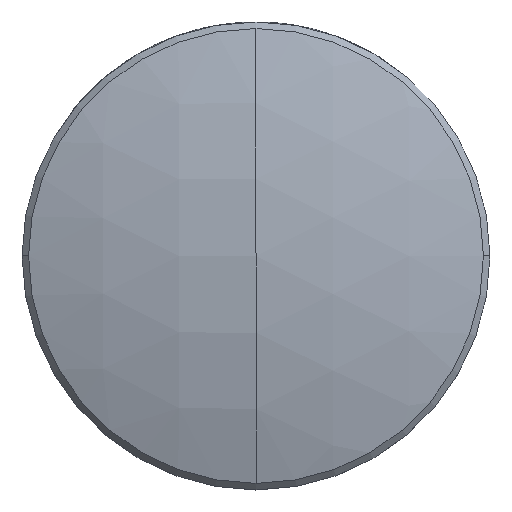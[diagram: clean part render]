
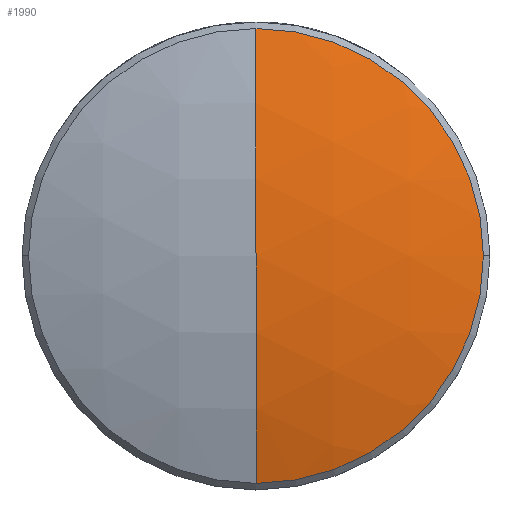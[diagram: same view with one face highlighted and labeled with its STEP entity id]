
A CAD part, top view. The second image highlights one B-rep face of the part: STEP entity #1990.
In plain terms, the highlighted spherical face has radius 20.6 mm.
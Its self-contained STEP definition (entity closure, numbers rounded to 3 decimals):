
#91 = DIRECTION ( 'NONE',  ( 1., 0., 0. ) ) ;
#119 = CARTESIAN_POINT ( 'NONE',  ( 0., 0., -19.2 ) ) ;
#124 = CARTESIAN_POINT ( 'NONE',  ( 0., 6.173, 0.453 ) ) ;
#159 = CARTESIAN_POINT ( 'NONE',  ( 6.173, 0., 0.453 ) ) ;
#183 = AXIS2_PLACEMENT_3D ( 'NONE', #1701, #1505, #1323 ) ;
#206 = EDGE_CURVE ( 'NONE', #332, #2458, #300, .T. ) ;
#300 = CIRCLE ( 'NONE', #1694, 6.173 ) ;
#306 = VERTEX_POINT ( 'NONE', #124 ) ;
#332 = VERTEX_POINT ( 'NONE', #1573 ) ;
#497 = DIRECTION ( 'NONE',  ( 0., -1., 0. ) ) ;
#543 = DIRECTION ( 'NONE',  ( 0., -1., 0. ) ) ;
#612 = EDGE_CURVE ( 'NONE', #306, #2489, #1942, .T. ) ;
#633 = DIRECTION ( 'NONE',  ( 0., 0., 1. ) ) ;
#658 = AXIS2_PLACEMENT_3D ( 'NONE', #711, #91, #497 ) ;
#660 = ORIENTED_EDGE ( 'NONE', *, *, #1779, .F. ) ;
#711 = CARTESIAN_POINT ( 'NONE',  ( 0., 0., -19.2 ) ) ;
#751 = CARTESIAN_POINT ( 'NONE',  ( 0., 0., 0.453 ) ) ;
#1040 = AXIS2_PLACEMENT_3D ( 'NONE', #1431, #633, #1178 ) ;
#1151 = ORIENTED_EDGE ( 'NONE', *, *, #2569, .T. ) ;
#1178 = DIRECTION ( 'NONE',  ( 1., 0., 0. ) ) ;
#1323 = DIRECTION ( 'NONE',  ( 0., 1., 0. ) ) ;
#1348 = EDGE_LOOP ( 'NONE', ( #1937, #1151, #1783, #660 ) ) ;
#1386 = AXIS2_PLACEMENT_3D ( 'NONE', #119, #1973, #543 ) ;
#1431 = CARTESIAN_POINT ( 'NONE',  ( 0., 0., 0.453 ) ) ;
#1444 = FACE_OUTER_BOUND ( 'NONE', #1348, .T. ) ;
#1505 = DIRECTION ( 'NONE',  ( 1., 0., 0. ) ) ;
#1573 = CARTESIAN_POINT ( 'NONE',  ( 0., -6.173, 0.453 ) ) ;
#1694 = AXIS2_PLACEMENT_3D ( 'NONE', #751, #1956, #1758 ) ;
#1701 = CARTESIAN_POINT ( 'NONE',  ( 0., 0., -19.2 ) ) ;
#1758 = DIRECTION ( 'NONE',  ( 1., 0., 0. ) ) ;
#1779 = EDGE_CURVE ( 'NONE', #332, #2489, #2056, .T. ) ;
#1783 = ORIENTED_EDGE ( 'NONE', *, *, #612, .T. ) ;
#1922 = SPHERICAL_SURFACE ( 'NONE', #658, 20.6 ) ;
#1937 = ORIENTED_EDGE ( 'NONE', *, *, #206, .T. ) ;
#1942 = CIRCLE ( 'NONE', #183, 20.6 ) ;
#1956 = DIRECTION ( 'NONE',  ( 0., 0., 1. ) ) ;
#1973 = DIRECTION ( 'NONE',  ( -1., 0., 0. ) ) ;
#1990 = ADVANCED_FACE ( 'NONE', ( #1444 ), #1922, .T. ) ;
#2027 = CARTESIAN_POINT ( 'NONE',  ( 0., 0., 1.4 ) ) ;
#2056 = CIRCLE ( 'NONE', #1386, 20.6 ) ;
#2209 = CIRCLE ( 'NONE', #1040, 6.173 ) ;
#2458 = VERTEX_POINT ( 'NONE', #159 ) ;
#2489 = VERTEX_POINT ( 'NONE', #2027 ) ;
#2569 = EDGE_CURVE ( 'NONE', #2458, #306, #2209, .T. ) ;
